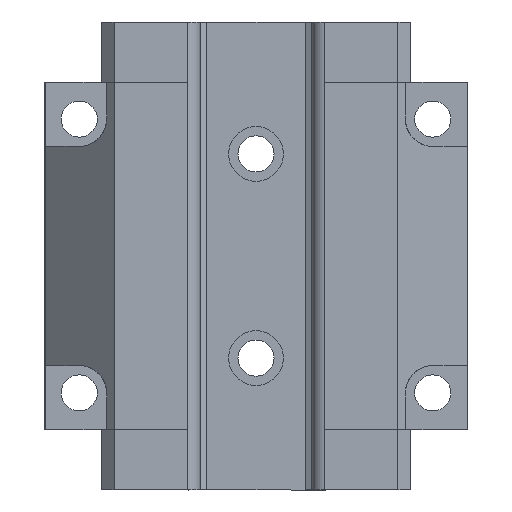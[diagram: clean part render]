
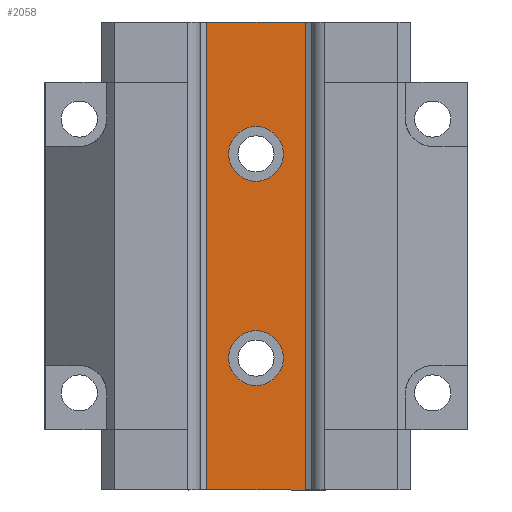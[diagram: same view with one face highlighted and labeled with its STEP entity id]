
A CAD part, front view. The second image highlights one B-rep face of the part: STEP entity #2058.
In plain terms, the highlighted planar face has unit normal (0, -1, 0).
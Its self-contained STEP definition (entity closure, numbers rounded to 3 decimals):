
#198 = EDGE_LOOP ( 'NONE', ( #2663 ) ) ;
#212 = EDGE_LOOP ( 'NONE', ( #2664 ) ) ;
#213 = EDGE_LOOP ( 'NONE', ( #2665, #2666, #2667, #2668 ) ) ;
#1712 = EDGE_CURVE ( 'NONE', #10220, #10211, #4801, .T. ) ;
#1739 = EDGE_CURVE ( 'NONE', #8383, #8383, #4850, .T. ) ;
#1740 = EDGE_CURVE ( 'NONE', #8385, #8385, #4852, .T. ) ;
#1752 = EDGE_CURVE ( 'NONE', #10211, #10215, #4862, .T. ) ;
#1792 = EDGE_CURVE ( 'NONE', #10245, #10220, #4944, .T. ) ;
#1795 = EDGE_CURVE ( 'NONE', #10245, #10215, #4941, .T. ) ;
#1824 = AXIS2_PLACEMENT_3D ( 'NONE', #3566, #3574, #3575 ) ;
#1825 = AXIS2_PLACEMENT_3D ( 'NONE', #3571, #3577, #3578 ) ;
#2058 = ADVANCED_FACE ( 'NONE', ( #5105, #5106, #5110 ), #4165, .F. ) ;
#2663 = ORIENTED_EDGE ( 'NONE', *, *, #1740, .F. ) ;
#2664 = ORIENTED_EDGE ( 'NONE', *, *, #1739, .F. ) ;
#2665 = ORIENTED_EDGE ( 'NONE', *, *, #1795, .T. ) ;
#2666 = ORIENTED_EDGE ( 'NONE', *, *, #1752, .F. ) ;
#2667 = ORIENTED_EDGE ( 'NONE', *, *, #1712, .F. ) ;
#2668 = ORIENTED_EDGE ( 'NONE', *, *, #1792, .F. ) ;
#3514 = CARTESIAN_POINT ( 'NONE',  ( 27.738, -29.85, 94. ) ) ;
#3515 = DIRECTION ( 'NONE',  ( 1., 0., 0. ) ) ;
#3566 = CARTESIAN_POINT ( 'NONE',  ( 0., -29.85, 41. ) ) ;
#3571 = CARTESIAN_POINT ( 'NONE',  ( 0., -29.85, -41. ) ) ;
#3574 = DIRECTION ( 'NONE',  ( 0., -1., 0. ) ) ;
#3575 = DIRECTION ( 'NONE',  ( 0., 0., 1. ) ) ;
#3577 = DIRECTION ( 'NONE',  ( 0., -1., 0. ) ) ;
#3578 = DIRECTION ( 'NONE',  ( 0., 0., 1. ) ) ;
#3607 = CARTESIAN_POINT ( 'NONE',  ( 27.738, -29.85, 112.8 ) ) ;
#3608 = DIRECTION ( 'NONE',  ( 0., 0., -1. ) ) ;
#3691 = CARTESIAN_POINT ( 'NONE',  ( -27.738, -29.85, 112.8 ) ) ;
#3693 = DIRECTION ( 'NONE',  ( 0., 0., 1. ) ) ;
#3699 = CARTESIAN_POINT ( 'NONE',  ( 0., -29.85, -94. ) ) ;
#3700 = DIRECTION ( 'NONE',  ( 1., 0., 0. ) ) ;
#4165 = PLANE ( 'NONE',  #5450 ) ;
#4166 = CARTESIAN_POINT ( 'NONE',  ( 27.738, -29.85, 112.8 ) ) ;
#4167 = DIRECTION ( 'NONE',  ( 0., 1., 0. ) ) ;
#4168 = DIRECTION ( 'NONE',  ( 0., 0., 1. ) ) ;
#4776 = CARTESIAN_POINT ( 'NONE',  ( 27.738, -29.85, 94. ) ) ;
#4780 = CARTESIAN_POINT ( 'NONE',  ( 27.738, -29.85, -94. ) ) ;
#4785 = CARTESIAN_POINT ( 'NONE',  ( -27.738, -29.85, 94. ) ) ;
#4801 = LINE ( 'NONE', #3514, #4802 ) ;
#4802 = VECTOR ( 'NONE', #3515, 1000. ) ;
#4850 = CIRCLE ( 'NONE', #1824, 11. ) ;
#4852 = CIRCLE ( 'NONE', #1825, 11. ) ;
#4862 = LINE ( 'NONE', #3607, #4863 ) ;
#4863 = VECTOR ( 'NONE', #3608, 1000. ) ;
#4932 = VECTOR ( 'NONE', #3693, 1000. ) ;
#4941 = LINE ( 'NONE', #3699, #4949 ) ;
#4944 = LINE ( 'NONE', #3691, #4932 ) ;
#4949 = VECTOR ( 'NONE', #3700, 1000. ) ;
#5105 = FACE_BOUND ( 'NONE', #198, .T. ) ;
#5106 = FACE_BOUND ( 'NONE', #212, .T. ) ;
#5110 = FACE_OUTER_BOUND ( 'NONE', #213, .T. ) ;
#5450 = AXIS2_PLACEMENT_3D ( 'NONE', #4166, #4167, #4168 ) ;
#5734 = CARTESIAN_POINT ( 'NONE',  ( -27.738, -29.85, -94. ) ) ;
#8383 = VERTEX_POINT ( 'NONE', #8384 ) ;
#8384 = CARTESIAN_POINT ( 'NONE',  ( 0., -29.85, 52. ) ) ;
#8385 = VERTEX_POINT ( 'NONE', #8386 ) ;
#8386 = CARTESIAN_POINT ( 'NONE',  ( 0., -29.85, -30. ) ) ;
#10211 = VERTEX_POINT ( 'NONE', #4776 ) ;
#10215 = VERTEX_POINT ( 'NONE', #4780 ) ;
#10220 = VERTEX_POINT ( 'NONE', #4785 ) ;
#10245 = VERTEX_POINT ( 'NONE', #5734 ) ;
